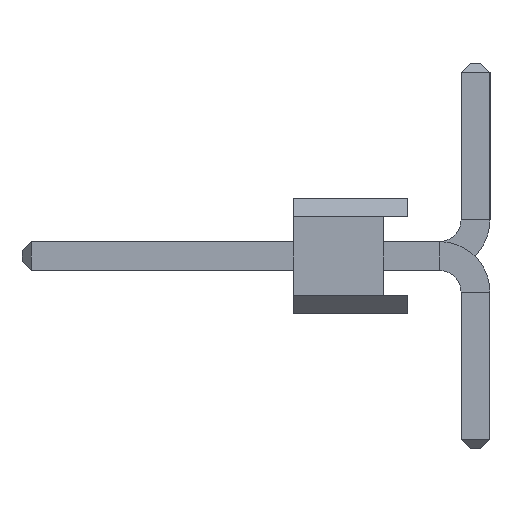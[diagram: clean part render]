
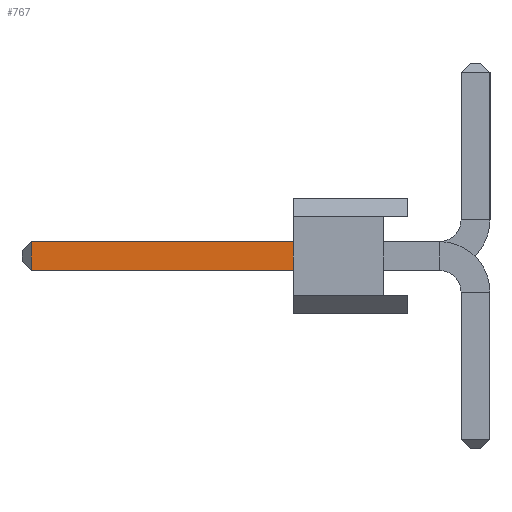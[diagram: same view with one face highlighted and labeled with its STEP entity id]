
A CAD part, left-side view. The second image highlights one B-rep face of the part: STEP entity #767.
In plain terms, the highlighted planar face has unit normal (-1, 0, 0).
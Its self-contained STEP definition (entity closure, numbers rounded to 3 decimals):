
#12 = CARTESIAN_POINT ( 'NONE',  ( -0.32, 2.54, -0.32 ) ) ;
#20 = EDGE_LOOP ( 'NONE', ( #1458, #1758, #95, #1244 ) ) ;
#31 = VERTEX_POINT ( 'NONE', #1026 ) ;
#79 = VECTOR ( 'NONE', #1404, 1000. ) ;
#95 = ORIENTED_EDGE ( 'NONE', *, *, #535, .F. ) ;
#306 = CARTESIAN_POINT ( 'NONE',  ( -0.32, -0.7, 0.32 ) ) ;
#535 = EDGE_CURVE ( 'NONE', #1406, #1720, #1812, .T. ) ;
#563 = CARTESIAN_POINT ( 'NONE',  ( -0.32, 8.34, -0.32 ) ) ;
#767 = ADVANCED_FACE ( 'NONE', ( #1098 ), #1245, .T. ) ;
#783 = DIRECTION ( 'NONE',  ( -1., 0., 0. ) ) ;
#800 = AXIS2_PLACEMENT_3D ( 'NONE', #1999, #783, #1224 ) ;
#814 = DIRECTION ( 'NONE',  ( 0., 1., 0. ) ) ;
#862 = EDGE_CURVE ( 'NONE', #1619, #31, #1628, .T. ) ;
#1008 = LINE ( 'NONE', #1839, #1584 ) ;
#1026 = CARTESIAN_POINT ( 'NONE',  ( -0.32, 8.34, 0.32 ) ) ;
#1098 = FACE_OUTER_BOUND ( 'NONE', #20, .T. ) ;
#1148 = EDGE_CURVE ( 'NONE', #1619, #1406, #1008, .T. ) ;
#1197 = VECTOR ( 'NONE', #814, 1000. ) ;
#1224 = DIRECTION ( 'NONE',  ( 0., 0., 1. ) ) ;
#1244 = ORIENTED_EDGE ( 'NONE', *, *, #1148, .F. ) ;
#1245 = PLANE ( 'NONE',  #800 ) ;
#1281 = CARTESIAN_POINT ( 'NONE',  ( -0.32, 8.34, -0.32 ) ) ;
#1376 = DIRECTION ( 'NONE',  ( 0., 0., -1. ) ) ;
#1404 = DIRECTION ( 'NONE',  ( 0., 0., -1. ) ) ;
#1406 = VERTEX_POINT ( 'NONE', #12 ) ;
#1412 = VECTOR ( 'NONE', #1533, 1000. ) ;
#1458 = ORIENTED_EDGE ( 'NONE', *, *, #862, .T. ) ;
#1533 = DIRECTION ( 'NONE',  ( 0., 1., 0. ) ) ;
#1584 = VECTOR ( 'NONE', #1376, 1000. ) ;
#1619 = VERTEX_POINT ( 'NONE', #1623 ) ;
#1623 = CARTESIAN_POINT ( 'NONE',  ( -0.32, 2.54, 0.32 ) ) ;
#1626 = LINE ( 'NONE', #1281, #79 ) ;
#1628 = LINE ( 'NONE', #306, #1197 ) ;
#1678 = CARTESIAN_POINT ( 'NONE',  ( -0.32, -0.7, -0.32 ) ) ;
#1720 = VERTEX_POINT ( 'NONE', #563 ) ;
#1758 = ORIENTED_EDGE ( 'NONE', *, *, #2001, .T. ) ;
#1812 = LINE ( 'NONE', #1678, #1412 ) ;
#1839 = CARTESIAN_POINT ( 'NONE',  ( -0.32, 2.54, 0. ) ) ;
#1999 = CARTESIAN_POINT ( 'NONE',  ( -0.32, -0.7, -0.32 ) ) ;
#2001 = EDGE_CURVE ( 'NONE', #31, #1720, #1626, .T. ) ;
